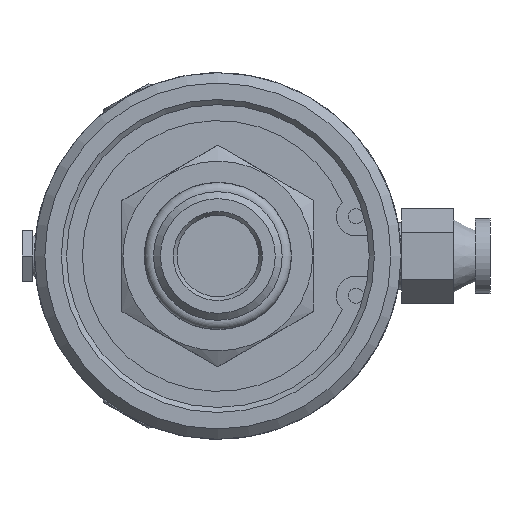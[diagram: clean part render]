
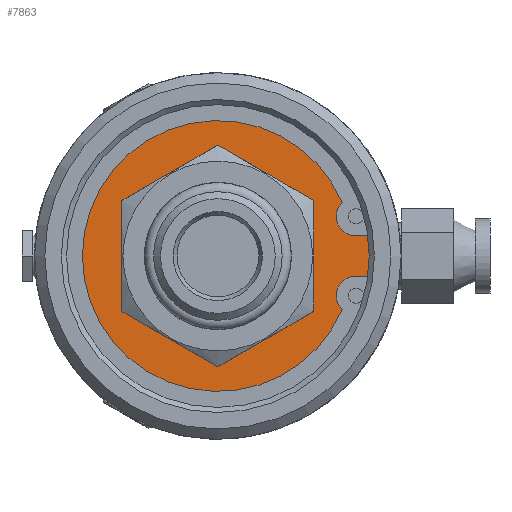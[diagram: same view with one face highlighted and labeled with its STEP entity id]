
A CAD part, left-side view. The second image highlights one B-rep face of the part: STEP entity #7863.
In plain terms, the highlighted planar face has unit normal (-1, 0, 0).
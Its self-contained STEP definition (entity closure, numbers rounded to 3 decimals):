
#111=FACE_BOUND('',#2891,.T.);
#265=PLANE('',#8475);
#862=LINE('',#47205,#1330);
#867=LINE('',#47223,#1335);
#1330=VECTOR('',#9790,10.);
#1335=VECTOR('',#9805,10.);
#2397=FACE_OUTER_BOUND('',#2890,.T.);
#2890=EDGE_LOOP('',(#7238,#7239,#7240,#7241,#7242,#7243));
#2891=EDGE_LOOP('',(#7244,#7245));
#3143=CIRCLE('',#8358,3.048);
#3144=CIRCLE('',#8360,3.048);
#3145=CIRCLE('',#8362,21.057);
#3185=CIRCLE('',#8428,13.9);
#3186=CIRCLE('',#8429,13.9);
#3211=CIRCLE('',#8476,25.375);
#3874=VERTEX_POINT('',#47202);
#3875=VERTEX_POINT('',#47204);
#3879=VERTEX_POINT('',#47220);
#3880=VERTEX_POINT('',#47222);
#3881=VERTEX_POINT('',#47226);
#3882=VERTEX_POINT('',#47230);
#3934=VERTEX_POINT('',#47411);
#3935=VERTEX_POINT('',#47412);
#4939=EDGE_CURVE('',#3875,#3874,#862,.T.);
#4947=EDGE_CURVE('',#3880,#3879,#867,.T.);
#4949=EDGE_CURVE('',#3881,#3875,#3143,.T.);
#4951=EDGE_CURVE('',#3879,#3882,#3144,.T.);
#4953=EDGE_CURVE('',#3882,#3881,#3145,.T.);
#5025=EDGE_CURVE('',#3934,#3935,#3185,.T.);
#5026=EDGE_CURVE('',#3935,#3934,#3186,.T.);
#5070=EDGE_CURVE('',#3874,#3880,#3211,.T.);
#7238=ORIENTED_EDGE('',*,*,#4939,.T.);
#7239=ORIENTED_EDGE('',*,*,#5070,.T.);
#7240=ORIENTED_EDGE('',*,*,#4947,.T.);
#7241=ORIENTED_EDGE('',*,*,#4951,.T.);
#7242=ORIENTED_EDGE('',*,*,#4953,.T.);
#7243=ORIENTED_EDGE('',*,*,#4949,.T.);
#7244=ORIENTED_EDGE('',*,*,#5025,.T.);
#7245=ORIENTED_EDGE('',*,*,#5026,.T.);
#7863=ADVANCED_FACE('',(#2397,#111),#265,.F.);
#8358=AXIS2_PLACEMENT_3D('',#47227,#9809,#9810);
#8360=AXIS2_PLACEMENT_3D('',#47231,#9814,#9815);
#8362=AXIS2_PLACEMENT_3D('',#47234,#9819,#9820);
#8428=AXIS2_PLACEMENT_3D('',#47413,#9969,#9970);
#8429=AXIS2_PLACEMENT_3D('',#47414,#9971,#9972);
#8475=AXIS2_PLACEMENT_3D('',#47607,#10077,#10078);
#8476=AXIS2_PLACEMENT_3D('',#47608,#10079,#10080);
#9790=DIRECTION('',(0.,-1.,0.));
#9805=DIRECTION('',(0.,1.,0.));
#9809=DIRECTION('center_axis',(1.,0.,0.));
#9810=DIRECTION('ref_axis',(0.,0.,1.));
#9814=DIRECTION('center_axis',(1.,0.,0.));
#9815=DIRECTION('ref_axis',(0.,-0.961,0.276));
#9819=DIRECTION('center_axis',(-1.,0.,0.));
#9820=DIRECTION('ref_axis',(0.,0.,-1.));
#9969=DIRECTION('center_axis',(1.,0.,0.));
#9970=DIRECTION('ref_axis',(0.,1.,0.));
#9971=DIRECTION('center_axis',(1.,0.,0.));
#9972=DIRECTION('ref_axis',(0.,1.,0.));
#10077=DIRECTION('center_axis',(1.,0.,0.));
#10078=DIRECTION('ref_axis',(0.,0.,-1.));
#10079=DIRECTION('center_axis',(-1.,0.,0.));
#10080=DIRECTION('ref_axis',(0.,1.,0.));
#47202=CARTESIAN_POINT('',(3.978,-25.184,-3.112));
#47204=CARTESIAN_POINT('',(3.978,-21.461,-3.112));
#47205=CARTESIAN_POINT('',(3.978,-3.137,-3.112));
#47220=CARTESIAN_POINT('',(3.978,-21.461,3.112));
#47222=CARTESIAN_POINT('',(3.978,-25.184,3.112));
#47223=CARTESIAN_POINT('',(3.978,-1.275,3.112));
#47226=CARTESIAN_POINT('',(3.978,-19.334,-8.343));
#47227=CARTESIAN_POINT('Origin',(3.978,-21.461,-6.16));
#47230=CARTESIAN_POINT('',(3.978,-19.334,8.343));
#47231=CARTESIAN_POINT('Origin',(3.978,-21.461,6.16));
#47234=CARTESIAN_POINT('Origin',(3.978,0.,0.));
#47411=CARTESIAN_POINT('',(3.978,13.9,0.));
#47412=CARTESIAN_POINT('',(3.978,-13.9,0.));
#47413=CARTESIAN_POINT('Origin',(3.978,0.,0.));
#47414=CARTESIAN_POINT('Origin',(3.978,0.,0.));
#47607=CARTESIAN_POINT('Origin',(3.978,18.91,0.));
#47608=CARTESIAN_POINT('Origin',(3.978,0.,0.));
